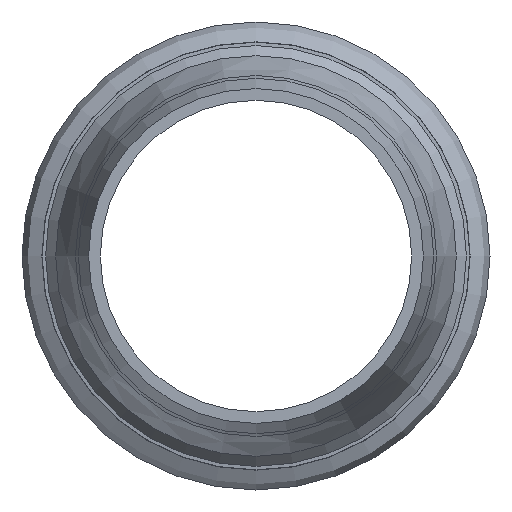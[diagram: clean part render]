
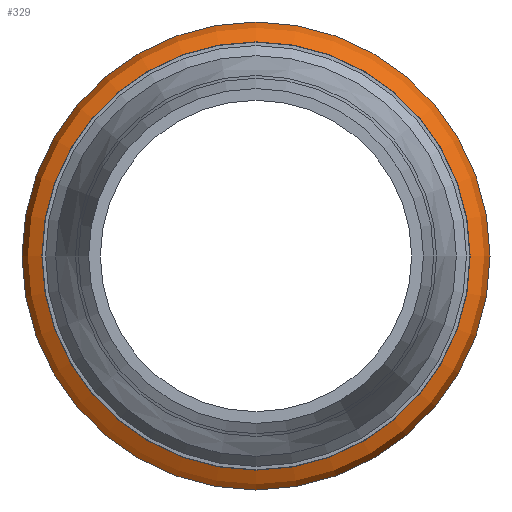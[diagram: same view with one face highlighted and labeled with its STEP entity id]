
A CAD part, front view. The second image highlights one B-rep face of the part: STEP entity #329.
In plain terms, the highlighted toroidal (fillet/blend) face has major radius 19.2 mm and minor radius 2 mm.
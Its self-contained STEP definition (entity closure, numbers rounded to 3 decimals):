
#23=TOROIDAL_SURFACE('',#385,19.2,2.);
#61=FACE_BOUND('',#144,.T.);
#90=FACE_OUTER_BOUND('',#143,.T.);
#143=EDGE_LOOP('',(#288));
#144=EDGE_LOOP('',(#289));
#177=CIRCLE('',#384,21.2);
#178=CIRCLE('',#386,19.374);
#206=VERTEX_POINT('',#585);
#207=VERTEX_POINT('',#588);
#235=EDGE_CURVE('',#206,#206,#177,.T.);
#236=EDGE_CURVE('',#207,#207,#178,.T.);
#288=ORIENTED_EDGE('',*,*,#235,.T.);
#289=ORIENTED_EDGE('',*,*,#236,.F.);
#329=ADVANCED_FACE('',(#90,#61),#23,.T.);
#384=AXIS2_PLACEMENT_3D('',#586,#492,#493);
#385=AXIS2_PLACEMENT_3D('',#587,#494,#495);
#386=AXIS2_PLACEMENT_3D('',#589,#496,#497);
#492=DIRECTION('center_axis',(0.,-1.,0.));
#493=DIRECTION('ref_axis',(1.,0.,0.));
#494=DIRECTION('center_axis',(0.,-1.,0.));
#495=DIRECTION('ref_axis',(0.,0.,-1.));
#496=DIRECTION('center_axis',(0.,-1.,0.));
#497=DIRECTION('ref_axis',(1.,0.,0.));
#585=CARTESIAN_POINT('',(21.2,36.707,0.));
#586=CARTESIAN_POINT('Origin',(0.,36.707,0.));
#587=CARTESIAN_POINT('Origin',(0.,36.707,0.));
#588=CARTESIAN_POINT('',(19.374,34.715,0.));
#589=CARTESIAN_POINT('Origin',(0.,34.715,0.));
